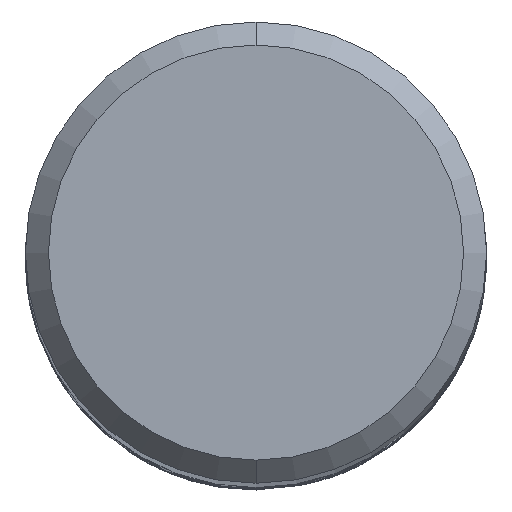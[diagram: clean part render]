
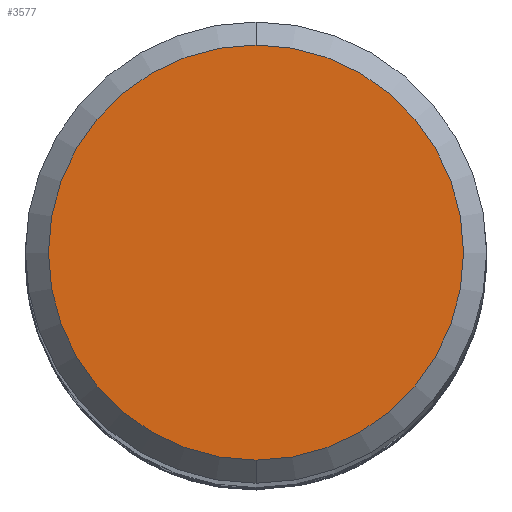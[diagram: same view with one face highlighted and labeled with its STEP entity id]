
A CAD part, top view. The second image highlights one B-rep face of the part: STEP entity #3577.
In plain terms, the highlighted planar face has unit normal (0, 0, 1).
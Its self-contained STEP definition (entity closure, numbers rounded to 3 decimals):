
#1403=EDGE_CURVE('',#3567,#3689,#3956,.T.);
#2679=EDGE_CURVE('',#3689,#3567,#5346,.T.);
#3567=VERTEX_POINT('',#6311);
#3577=ADVANCED_FACE('',(#6321),#6322,.T.);
#3689=VERTEX_POINT('',#6442);
#3956=CIRCLE('',#7520,3.6);
#5346=CIRCLE('',#22346,3.6);
#6311=CARTESIAN_POINT('',(0.,-3.6,0.0));
#6321=FACE_OUTER_BOUND('',#29113,.T.);
#6322=PLANE('',#29114);
#6442=CARTESIAN_POINT('',(0.0,3.6,0.0));
#7520=AXIS2_PLACEMENT_3D('',#31422,#31423,#31424);
#22346=AXIS2_PLACEMENT_3D('',#32844,#32845,#32846);
#29113=EDGE_LOOP('',(#33893,#33894));
#29114=AXIS2_PLACEMENT_3D('',#33895,#33896,#33897);
#31422=CARTESIAN_POINT('',(0.0,0.0,0.0));
#31423=DIRECTION('',(0.0,0.0,-1.0));
#31424=DIRECTION('',(0.0,1.0,0.0));
#32844=CARTESIAN_POINT('',(0.0,0.0,0.0));
#32845=DIRECTION('',(0.0,0.0,-1.0));
#32846=DIRECTION('',(0.0,1.0,0.0));
#33893=ORIENTED_EDGE('',*,*,#2679,.F.);
#33894=ORIENTED_EDGE('',*,*,#1403,.F.);
#33895=CARTESIAN_POINT('',(0.0,1.8,0.0));
#33896=DIRECTION('',(-0.0,0.0,1.0));
#33897=DIRECTION('',(0.0,-1.0,0.0));
